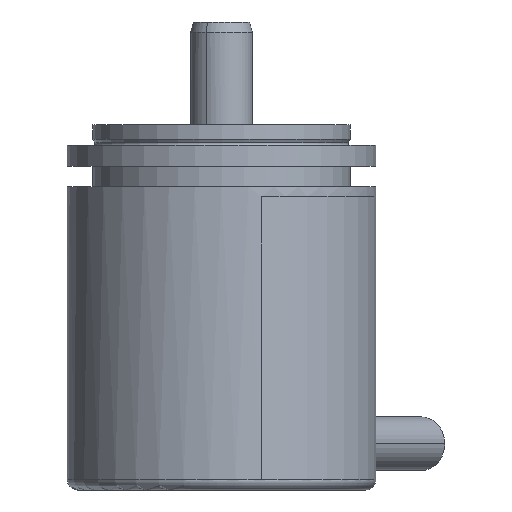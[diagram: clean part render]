
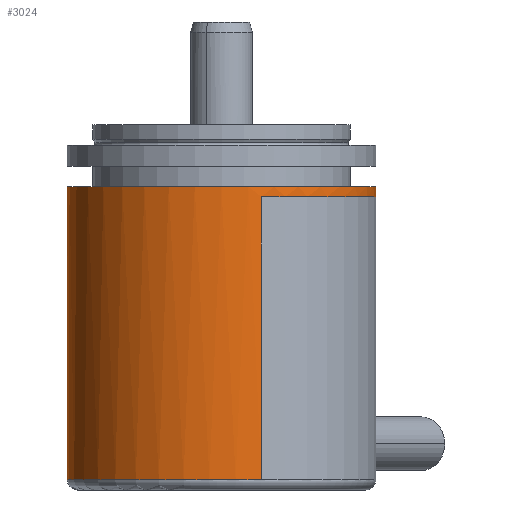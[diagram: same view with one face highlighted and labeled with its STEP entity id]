
A CAD part, left-side view. The second image highlights one B-rep face of the part: STEP entity #3024.
In plain terms, the highlighted cylindrical face has radius 15 mm (diameter 30 mm), a partial arc.
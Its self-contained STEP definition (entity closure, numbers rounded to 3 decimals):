
#198=CARTESIAN_POINT('',(0.,0.,10.6));
#199=DIRECTION('',(0.,0.,1.));
#200=DIRECTION('',(0.966,0.259,0.));
#201=AXIS2_PLACEMENT_3D('',#198,#199,#200);
#203=DIRECTION('',(0.,0.,1.));
#204=VECTOR('',#203,20.5);
#205=CARTESIAN_POINT('',(14.489,3.882,-9.9));
#206=LINE('',#205,#204);
#216=DIRECTION('',(0.,0.,1.));
#217=VECTOR('',#216,27.5);
#218=CARTESIAN_POINT('',(-14.489,-3.882,-16.9));
#219=LINE('',#218,#217);
#220=DIRECTION('',(0.,0.,-1.));
#221=VECTOR('',#220,1.);
#222=CARTESIAN_POINT('',(0.,-15.,11.6));
#223=LINE('',#222,#221);
#229=DIRECTION('',(0.,0.,-1.));
#230=VECTOR('',#229,1.);
#231=CARTESIAN_POINT('',(0.,15.,11.6));
#232=LINE('',#231,#230);
#233=CARTESIAN_POINT('',(0.,0.,10.6));
#234=DIRECTION('',(0.,0.,1.));
#235=DIRECTION('',(-0.966,-0.259,0.));
#236=AXIS2_PLACEMENT_3D('',#233,#234,#235);
#238=CARTESIAN_POINT('',(0.,0.,-16.9));
#239=DIRECTION('',(0.,0.,1.));
#240=DIRECTION('',(0.776,0.63,0.));
#241=AXIS2_PLACEMENT_3D('',#238,#239,#240);
#243=DIRECTION('',(0.,0.,-1.));
#244=VECTOR('',#243,7.);
#245=CARTESIAN_POINT('',(11.645,9.455,-9.9));
#246=LINE('',#245,#244);
#247=CARTESIAN_POINT('',(0.,0.,11.6));
#248=DIRECTION('',(0.,0.,1.));
#249=DIRECTION('',(0.,1.,0.));
#250=AXIS2_PLACEMENT_3D('',#247,#248,#249);
#286=CARTESIAN_POINT('',(0.,0.,-9.9));
#287=DIRECTION('',(0.,0.,1.));
#288=DIRECTION('',(0.966,0.259,0.));
#289=AXIS2_PLACEMENT_3D('',#286,#287,#288);
#2371=CARTESIAN_POINT('',(0.,15.,11.6));
#2372=CARTESIAN_POINT('',(0.,-15.,11.6));
#2373=VERTEX_POINT('',#2371);
#2374=VERTEX_POINT('',#2372);
#2557=CARTESIAN_POINT('',(11.645,9.455,-9.9));
#2558=VERTEX_POINT('',#2557);
#2561=CARTESIAN_POINT('',(14.489,3.882,-9.9));
#2562=VERTEX_POINT('',#2561);
#2563=CARTESIAN_POINT('',(-14.489,-3.882,-16.9));
#2565=VERTEX_POINT('',#2563);
#2583=CARTESIAN_POINT('',(11.645,9.455,-16.9));
#2584=VERTEX_POINT('',#2583);
#2644=CARTESIAN_POINT('',(14.489,3.882,10.6));
#2645=CARTESIAN_POINT('',(0.,15.,10.6));
#2646=VERTEX_POINT('',#2644);
#2647=VERTEX_POINT('',#2645);
#2648=CARTESIAN_POINT('',(-14.489,-3.882,10.6));
#2649=CARTESIAN_POINT('',(0.,-15.,10.6));
#2650=VERTEX_POINT('',#2648);
#2651=VERTEX_POINT('',#2649);
#3004=CARTESIAN_POINT('',(0.,0.,10.23));
#3005=DIRECTION('',(0.,0.,1.));
#3006=DIRECTION('',(0.,1.,0.));
#3007=AXIS2_PLACEMENT_3D('',#3004,#3005,#3006);
#3008=CYLINDRICAL_SURFACE('',#3007,15.);
#3009=ORIENTED_EDGE('',*,*,#2994,.F.);
#3010=ORIENTED_EDGE('',*,*,#2992,.F.);
#3012=ORIENTED_EDGE('',*,*,#3011,.F.);
#3014=ORIENTED_EDGE('',*,*,#3013,.F.);
#3016=ORIENTED_EDGE('',*,*,#3015,.F.);
#3017=ORIENTED_EDGE('',*,*,#2984,.T.);
#3018=ORIENTED_EDGE('',*,*,#2982,.T.);
#3019=ORIENTED_EDGE('',*,*,#2999,.F.);
#3020=ORIENTED_EDGE('',*,*,#2968,.T.);
#3021=ORIENTED_EDGE('',*,*,#2996,.T.);
#3022=EDGE_LOOP('',(#3009,#3010,#3012,#3014,#3016,#3017,#3018,#3019,#3020,
#3021));
#3023=FACE_OUTER_BOUND('',#3022,.F.);
#202=CIRCLE('',#201,15.);
#237=CIRCLE('',#236,15.);
#242=CIRCLE('',#241,15.);
#251=CIRCLE('',#250,15.);
#290=CIRCLE('',#289,15.);
#2968=EDGE_CURVE('',#2373,#2374,#251,.T.);
#2982=EDGE_CURVE('',#2646,#2647,#202,.T.);
#2984=EDGE_CURVE('',#2562,#2646,#206,.T.);
#2992=EDGE_CURVE('',#2565,#2650,#219,.T.);
#2994=EDGE_CURVE('',#2650,#2651,#237,.T.);
#2996=EDGE_CURVE('',#2374,#2651,#223,.T.);
#2999=EDGE_CURVE('',#2373,#2647,#232,.T.);
#3011=EDGE_CURVE('',#2584,#2565,#242,.T.);
#3013=EDGE_CURVE('',#2558,#2584,#246,.T.);
#3015=EDGE_CURVE('',#2562,#2558,#290,.T.);
#3024=ADVANCED_FACE('',(#3023),#3008,.T.);
